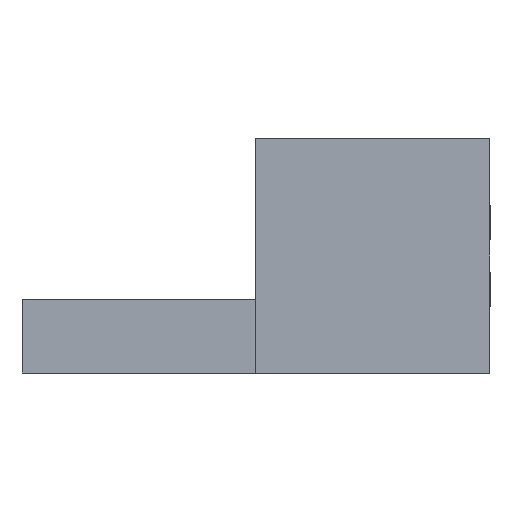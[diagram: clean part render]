
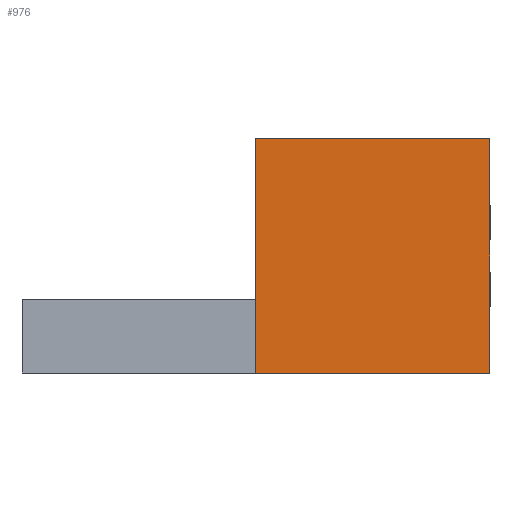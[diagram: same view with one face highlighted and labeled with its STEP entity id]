
A CAD part, left-side view. The second image highlights one B-rep face of the part: STEP entity #976.
In plain terms, the highlighted planar face has unit normal (-1, 0, 0).
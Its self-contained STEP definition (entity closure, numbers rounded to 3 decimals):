
#36=PLANE('',#1057);
#92=FACE_OUTER_BOUND('',#151,.T.);
#151=EDGE_LOOP('',(#737,#738,#739,#740));
#224=LINE('',#1436,#352);
#225=LINE('',#1438,#353);
#226=LINE('',#1440,#354);
#227=LINE('',#1441,#355);
#352=VECTOR('',#1173,10.);
#353=VECTOR('',#1174,10.);
#354=VECTOR('',#1175,10.);
#355=VECTOR('',#1176,10.);
#487=VERTEX_POINT('',#1434);
#488=VERTEX_POINT('',#1435);
#489=VERTEX_POINT('',#1437);
#490=VERTEX_POINT('',#1439);
#586=EDGE_CURVE('',#487,#488,#224,.T.);
#587=EDGE_CURVE('',#489,#488,#225,.T.);
#588=EDGE_CURVE('',#490,#489,#226,.T.);
#589=EDGE_CURVE('',#487,#490,#227,.T.);
#737=ORIENTED_EDGE('',*,*,#586,.T.);
#738=ORIENTED_EDGE('',*,*,#587,.F.);
#739=ORIENTED_EDGE('',*,*,#588,.F.);
#740=ORIENTED_EDGE('',*,*,#589,.F.);
#976=ADVANCED_FACE('',(#92),#36,.T.);
#1057=AXIS2_PLACEMENT_3D('',#1433,#1171,#1172);
#1171=DIRECTION('center_axis',(-1.,0.,0.));
#1172=DIRECTION('ref_axis',(0.,-1.,0.));
#1173=DIRECTION('',(0.,0.,1.));
#1174=DIRECTION('',(0.,-1.,0.));
#1175=DIRECTION('',(0.,0.,1.));
#1176=DIRECTION('',(0.,1.,0.));
#1433=CARTESIAN_POINT('Origin',(-30.875,0.939,0.));
#1434=CARTESIAN_POINT('',(-30.875,-7.061,-0.8));
#1435=CARTESIAN_POINT('',(-30.875,-7.061,7.2));
#1436=CARTESIAN_POINT('',(-30.875,-7.061,0.));
#1437=CARTESIAN_POINT('',(-30.875,0.939,7.2));
#1438=CARTESIAN_POINT('',(-30.875,-7.061,7.2));
#1439=CARTESIAN_POINT('',(-30.875,0.939,-0.8));
#1440=CARTESIAN_POINT('',(-30.875,0.939,0.));
#1441=CARTESIAN_POINT('',(-30.875,-7.061,-0.8));
